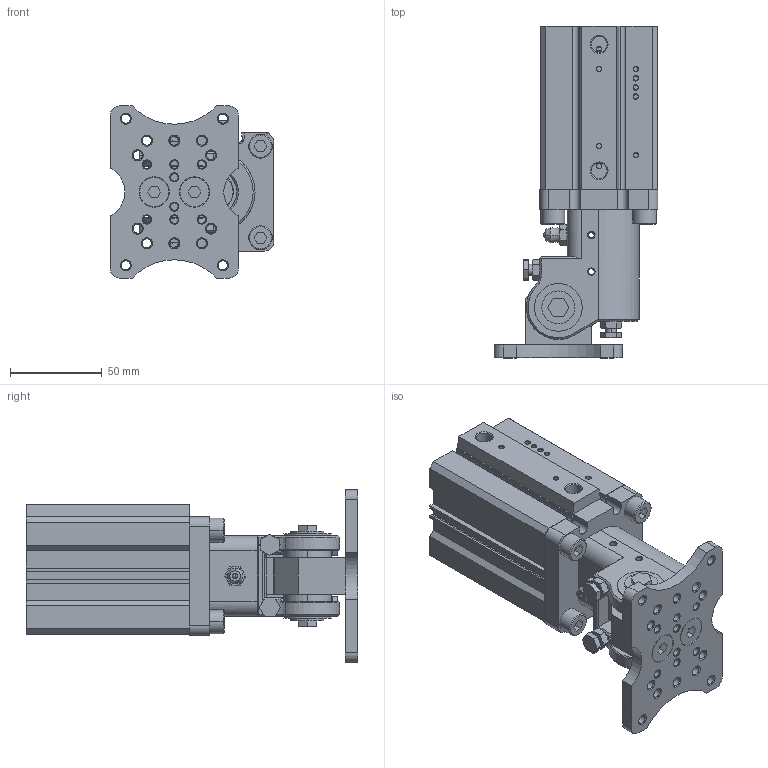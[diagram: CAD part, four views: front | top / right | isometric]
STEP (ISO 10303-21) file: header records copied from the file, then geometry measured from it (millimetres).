
FILE_DESCRIPTION((''),'2;1');
FILE_NAME('ASM0004_ASM','2016-12-05T',('Administrator'),(''),'PRO/ENGINEER BY PARAMETRIC TECHNOLOGY CORPORATION, 2009280','PRO/ENGINEER BY PARAMETRIC TECHNOLOGY CORPORATION, 2009280','');
FILE_SCHEMA(('CONFIG_CONTROL_DESIGN'));
Length unit declared in the file: millimetre
Products named in the file (22): 50GANGTI; HG-50; HS-50; QG-50; KH-52; 50CEZIJIA; 24X20X15; 6X8; DXK-24X20X23; CEZJ_ASM; M8X16; PINMIANZHOUCEHNG122604; CHILUN; M6LUOMU; M6X12WAILIUJIAO; M6ZHUYOUZUI; ZHOUCHENPIAN122601; 50-ZHOUCHENGAN; DP-6DIANPIAN; CEZIBAN; M8PBLUODING; ASM0004_ASM
Assembly tree (37 placements, depth 3):
  ASM0004_ASM
    50GANGTI
    HG-50
    HS-50
    QG-50
    KH-52  x2
    CEZJ_ASM
      50CEZIJIA
      24X20X15
      6X8
      DXK-24X20X23
    M8X16  x4
    PINMIANZHOUCEHNG122604  x2
    CHILUN
    M6LUOMU  x4
    M6X12WAILIUJIAO  x6
    M6ZHUYOUZUI
    ZHOUCHENPIAN122601  x2
    50-ZHOUCHENGAN
    DP-6DIANPIAN  x2
    CEZIBAN
    M8PBLUODING  x2
Bounding box: 89.25 x 181 x 94 mm (x, y, z)
Volume: 471156.3 mm3; surface area: 166747.8 mm2
Topology: 36 solids, 36 shells, 1005 faces, 2334 edges, 1461 vertices
Faces by surface type: plane 392, cylinder 341, cone 254, bspline 10, torus 6, sphere 2
Entity records: 23812 total; most frequent: CARTESIAN_POINT 4999, DIRECTION 4070, ORIENTED_EDGE 3628, EDGE_CURVE 1814, AXIS2_PLACEMENT_3D 1563, VERTEX_POINT 1141, VECTOR 944, LINE 944
